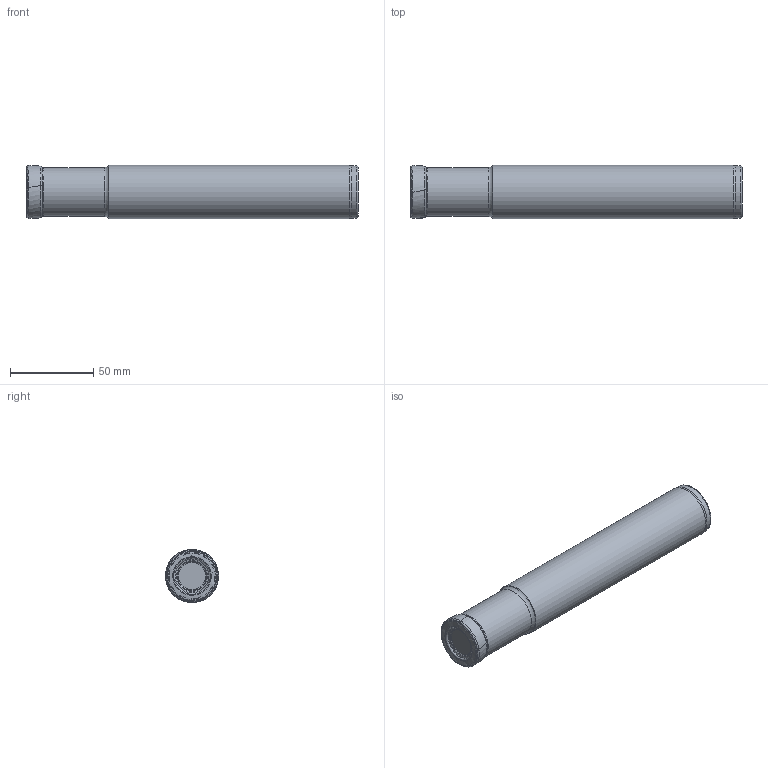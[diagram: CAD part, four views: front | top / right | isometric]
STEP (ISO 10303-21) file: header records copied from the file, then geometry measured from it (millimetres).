
FILE_DESCRIPTION(/* description */ (''),/* implementation_level */ '2;1');
FILE_NAME(/* name */ 'AHFM-EN1004-D32-C32-L200-Z04.stp',/* time_stamp */ '2023-10-30T15:21:51+03:00',/* author */ (''),/* organization */ (''),/* preprocessor_version */ 'ST-DEVELOPER v19.4',/* originating_system */ 'SIEMENS PLM Software NX2306.5001',/* authorisation */ '');
FILE_SCHEMA (('AUTOMOTIVE_DESIGN { 1 0 10303 214 3 1 1 1 }'));
Length unit declared in the file: millimetre
Products named in the file (1): AHFM-EN1004-D32-C32-L200-Z04-LIGHT_x_t_objects
Bounding box: 200 x 32 x 32 mm (x, y, z)
Volume: 158354.4 mm3; surface area: 23407.6 mm2
Topology: 2 solids, 2 shells, 48 faces, 92 edges, 47 vertices
Faces by surface type: bspline 28, torus 8, cone 6, plane 3, cylinder 3
Full cylindrical faces by diameter (mm): 29.5 x1, 31.5 x1, 32 x1
Entity records: 1496 total; most frequent: CARTESIAN_POINT 627, DIRECTION 180, ORIENTED_EDGE 150, AXIS2_PLACEMENT_3D 84, EDGE_CURVE 75, EDGE_LOOP 66, CIRCLE 63, ADVANCED_FACE 48
